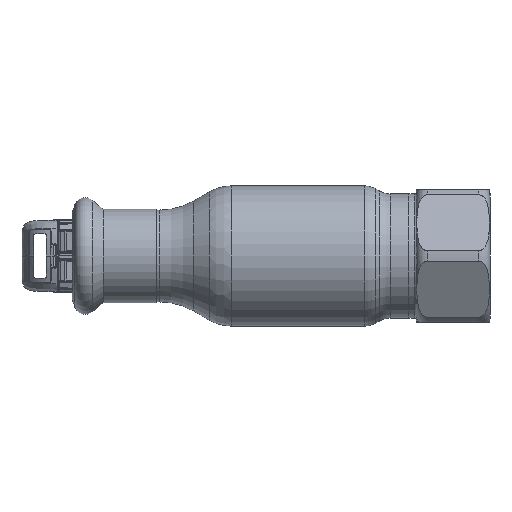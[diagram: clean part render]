
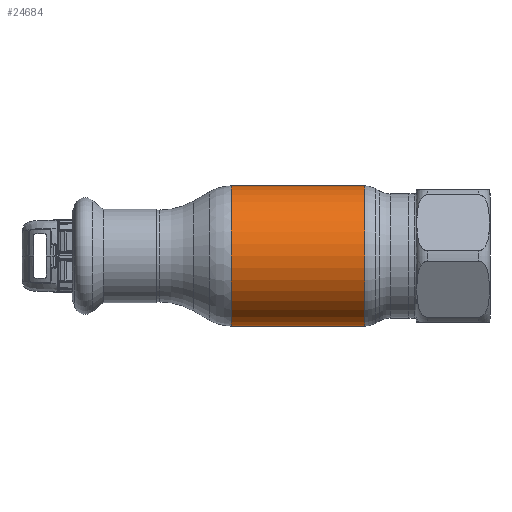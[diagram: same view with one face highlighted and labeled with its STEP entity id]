
A CAD part, front view. The second image highlights one B-rep face of the part: STEP entity #24684.
In plain terms, the highlighted cylindrical face has radius 19 mm (diameter 38 mm), a partial arc.
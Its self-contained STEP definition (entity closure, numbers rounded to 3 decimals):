
#333 = CARTESIAN_POINT ( 'NONE',  ( -62.69, 0., -19. ) ) ;
#4165 = CARTESIAN_POINT ( 'NONE',  ( -18.035, 0., 0. ) ) ;
#4773 = DIRECTION ( 'NONE',  ( -1., 0., 0. ) ) ;
#6007 = VERTEX_POINT ( 'NONE', #43431 ) ;
#8094 = LINE ( 'NONE', #56359, #32869 ) ;
#8167 = CARTESIAN_POINT ( 'NONE',  ( -18.035, 0., 19. ) ) ;
#8519 = EDGE_CURVE ( 'NONE', #6007, #32986, #42596, .T. ) ;
#8763 = DIRECTION ( 'NONE',  ( -1., 0., 0. ) ) ;
#8854 = ORIENTED_EDGE ( 'NONE', *, *, #48104, .T. ) ;
#10292 = LINE ( 'NONE', #333, #59022 ) ;
#14009 = DIRECTION ( 'NONE',  ( -1., 0., 0. ) ) ;
#14255 = DIRECTION ( 'NONE',  ( -1., 0., 0. ) ) ;
#15017 = VERTEX_POINT ( 'NONE', #50802 ) ;
#16756 = AXIS2_PLACEMENT_3D ( 'NONE', #49350, #29886, #25021 ) ;
#19514 = CYLINDRICAL_SURFACE ( 'NONE', #16756, 19. ) ;
#19878 = ORIENTED_EDGE ( 'NONE', *, *, #8519, .T. ) ;
#20437 = EDGE_CURVE ( 'NONE', #15017, #36575, #31335, .T. ) ;
#24684 = ADVANCED_FACE ( 'NONE', ( #45818 ), #19514, .T. ) ;
#25021 = DIRECTION ( 'NONE',  ( 0., 0., 1. ) ) ;
#25576 = ORIENTED_EDGE ( 'NONE', *, *, #48852, .F. ) ;
#28725 = DIRECTION ( 'NONE',  ( 0., 0., 1. ) ) ;
#29886 = DIRECTION ( 'NONE',  ( -1., 0., 0. ) ) ;
#31335 = CIRCLE ( 'NONE', #53619, 19. ) ;
#32869 = VECTOR ( 'NONE', #8763, 1000. ) ;
#32986 = VERTEX_POINT ( 'NONE', #54511 ) ;
#36575 = VERTEX_POINT ( 'NONE', #8167 ) ;
#42596 = CIRCLE ( 'NONE', #49703, 19. ) ;
#42999 = DIRECTION ( 'NONE',  ( 0., 0., 1. ) ) ;
#43431 = CARTESIAN_POINT ( 'NONE',  ( 18.035, 0., -19. ) ) ;
#45818 = FACE_OUTER_BOUND ( 'NONE', #51676, .T. ) ;
#48104 = EDGE_CURVE ( 'NONE', #32986, #36575, #8094, .T. ) ;
#48852 = EDGE_CURVE ( 'NONE', #6007, #15017, #10292, .T. ) ;
#49350 = CARTESIAN_POINT ( 'NONE',  ( -62.69, 0., 0. ) ) ;
#49703 = AXIS2_PLACEMENT_3D ( 'NONE', #56616, #14255, #28725 ) ;
#50802 = CARTESIAN_POINT ( 'NONE',  ( -18.035, 0., -19. ) ) ;
#51676 = EDGE_LOOP ( 'NONE', ( #25576, #19878, #8854, #51808 ) ) ;
#51808 = ORIENTED_EDGE ( 'NONE', *, *, #20437, .F. ) ;
#53619 = AXIS2_PLACEMENT_3D ( 'NONE', #4165, #4773, #42999 ) ;
#54511 = CARTESIAN_POINT ( 'NONE',  ( 18.035, 0., 19. ) ) ;
#56359 = CARTESIAN_POINT ( 'NONE',  ( -62.69, 0., 19. ) ) ;
#56616 = CARTESIAN_POINT ( 'NONE',  ( 18.035, 0., 0. ) ) ;
#59022 = VECTOR ( 'NONE', #14009, 1000. ) ;
